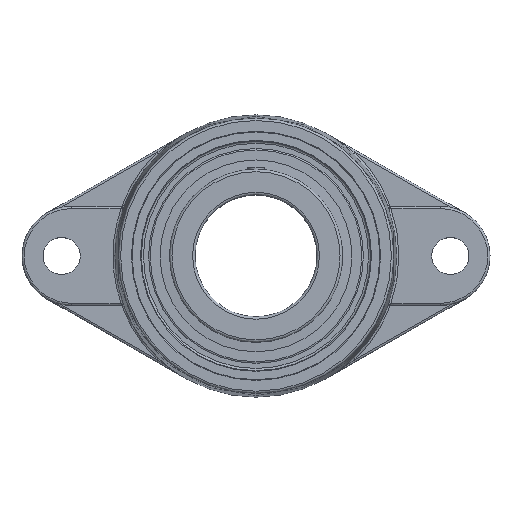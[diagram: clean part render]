
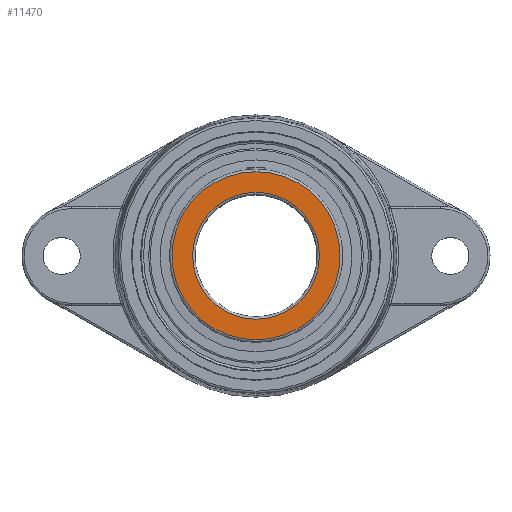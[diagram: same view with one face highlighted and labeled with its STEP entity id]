
A CAD part, top view. The second image highlights one B-rep face of the part: STEP entity #11470.
In plain terms, the highlighted face is planar.
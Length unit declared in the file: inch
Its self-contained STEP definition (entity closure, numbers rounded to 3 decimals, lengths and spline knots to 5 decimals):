
#11421=CARTESIAN_POINT('',(-1.00812,0.,0.));
#11422=VERTEX_POINT('',#11421);
#11432=CARTESIAN_POINT('',(-0.,-0.,0.));
#11433=DIRECTION('',(-0.,0.,-1.));
#11434=DIRECTION('',(1.,0.,-0.));
#11435=AXIS2_PLACEMENT_3D('',#11432,#11433,#11434);
#11436=CIRCLE('',#11435,1.00812);
#11437=EDGE_CURVE('',#11422,#11422,#11436,.T.);
#11442=CARTESIAN_POINT('',(-0.,-0.,0.));
#11443=DIRECTION('',(0.,-0.,1.));
#11444=DIRECTION('',(1.,0.,-0.));
#11445=AXIS2_PLACEMENT_3D('',#11442,#11443,#11444);
#11446=PLANE('',#11445);
#11447=CARTESIAN_POINT('',(-1.33663,0.,0.));
#11448=VERTEX_POINT('',#11447);
#11449=CARTESIAN_POINT('',(1.33663,-0.,-0.));
#11450=VERTEX_POINT('',#11449);
#11451=CARTESIAN_POINT('',(-0.,-0.,0.));
#11452=DIRECTION('',(0.,-0.,1.));
#11453=DIRECTION('',(-1.,0.,0.));
#11454=AXIS2_PLACEMENT_3D('',#11451,#11452,#11453);
#11455=CIRCLE('',#11454,1.33663);
#11456=EDGE_CURVE('',#11448,#11450,#11455,.T.);
#11457=ORIENTED_EDGE('',*,*,#11456,.F.);
#11458=CARTESIAN_POINT('',(-0.,-0.,0.));
#11459=DIRECTION('',(0.,-0.,1.));
#11460=DIRECTION('',(-1.,0.,0.));
#11461=AXIS2_PLACEMENT_3D('',#11458,#11459,#11460);
#11462=CIRCLE('',#11461,1.33663);
#11463=EDGE_CURVE('',#11450,#11448,#11462,.T.);
#11464=ORIENTED_EDGE('',*,*,#11463,.F.);
#11465=EDGE_LOOP('',(#11457,#11464));
#11466=FACE_BOUND('',#11465,.T.);
#11467=ORIENTED_EDGE('',*,*,#11437,.F.);
#11468=EDGE_LOOP('',(#11467));
#11469=FACE_BOUND('',#11468,.T.);
#11470=ADVANCED_FACE('',(#11466,#11469),#11446,.F.);
